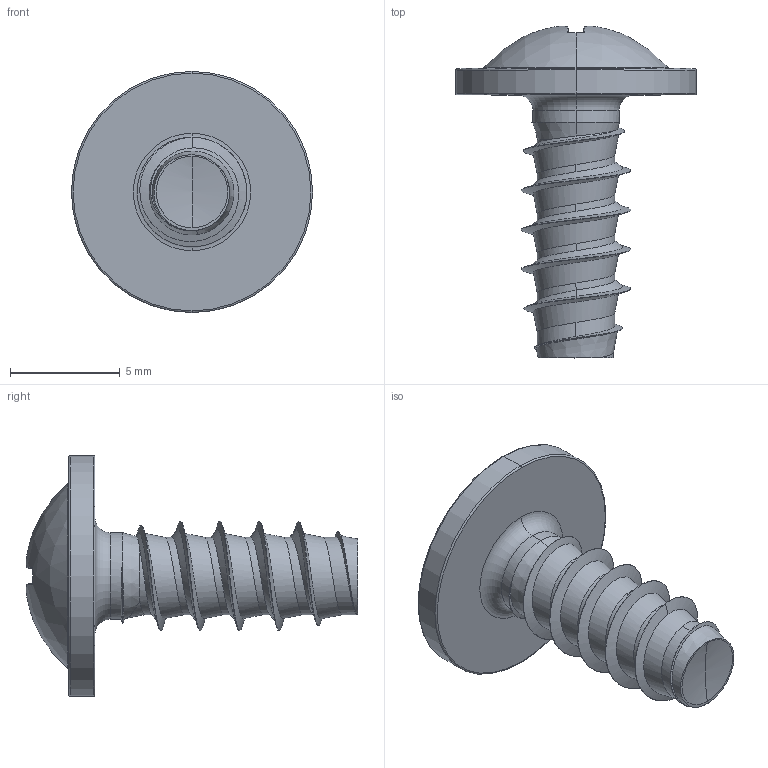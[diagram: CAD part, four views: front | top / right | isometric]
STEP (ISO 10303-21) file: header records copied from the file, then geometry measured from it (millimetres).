
FILE_DESCRIPTION (( 'STEP AP203' ), '1' );
FILE_NAME ('STP310500120.STEP', '2017-08-15T13:30:18', ( '' ), ( '' ), 'SwSTEP 2.0', 'SolidWorks 2015', '' );
FILE_SCHEMA (( 'CONFIG_CONTROL_DESIGN' ));
Length unit declared in the file: millimetre
Products named in the file (1): STP310500120
Bounding box: 11 x 15.14 x 11 mm (x, y, z)
Volume: 303.6 mm3; surface area: 463.3 mm2
Topology: 1 solids, 1 shells, 177 faces, 399 edges, 225 vertices
Faces by surface type: bspline 51, cylinder 37, torus 30, sphere 28, plane 23, cone 8
Entity records: 17385 total; most frequent: CARTESIAN_POINT 13732, ORIENTED_EDGE 794, DIRECTION 709, EDGE_CURVE 397, AXIS2_PLACEMENT_3D 320, VERTEX_POINT 225, CIRCLE 193, EDGE_LOOP 180
